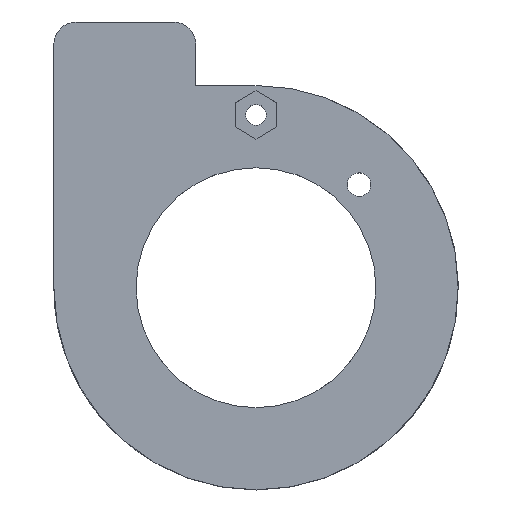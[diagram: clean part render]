
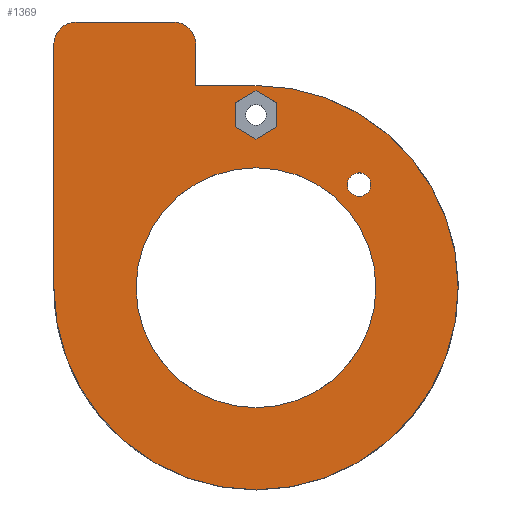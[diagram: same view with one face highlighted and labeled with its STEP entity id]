
A CAD part, top view. The second image highlights one B-rep face of the part: STEP entity #1369.
In plain terms, the highlighted planar face has unit normal (0, 0, 1).
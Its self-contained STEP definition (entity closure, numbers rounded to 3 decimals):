
#1 = EDGE_CURVE ( 'NONE', #1182, #362, #908, .T. ) ;
#6 = CARTESIAN_POINT ( 'NONE',  ( -29.941, 31.882, 9.5 ) ) ;
#19 = CIRCLE ( 'NONE', #1403, 3. ) ;
#25 = VERTEX_POINT ( 'NONE', #1526 ) ;
#30 = LINE ( 'NONE', #503, #764 ) ;
#52 = ORIENTED_EDGE ( 'NONE', *, *, #794, .F. ) ;
#82 = CARTESIAN_POINT ( 'NONE',  ( -53.991, 44.54, 9.5 ) ) ;
#88 = LINE ( 'NONE', #1193, #1254 ) ;
#100 = DIRECTION ( 'NONE',  ( 1., 0., 0. ) ) ;
#103 = EDGE_CURVE ( 'NONE', #804, #25, #1181, .T. ) ;
#104 = CARTESIAN_POINT ( 'NONE',  ( -56.991, 44.54, 9.5 ) ) ;
#109 = EDGE_CURVE ( 'NONE', #163, #1290, #807, .T. ) ;
#134 = ORIENTED_EDGE ( 'NONE', *, *, #782, .T. ) ;
#138 = VERTEX_POINT ( 'NONE', #599 ) ;
#143 = DIRECTION ( 'NONE',  ( 0., 0., 1. ) ) ;
#160 = DIRECTION ( 'NONE',  ( 0., 0., 1. ) ) ;
#163 = VERTEX_POINT ( 'NONE', #712 ) ;
#170 = VECTOR ( 'NONE', #1562, 1000. ) ;
#177 = CARTESIAN_POINT ( 'NONE',  ( -40.991, 47.54, 9.5 ) ) ;
#210 = CARTESIAN_POINT ( 'NONE',  ( -40.991, 44.54, 9.5 ) ) ;
#214 = VERTEX_POINT ( 'NONE', #504 ) ;
#228 = CARTESIAN_POINT ( 'NONE',  ( -27.141, 33.498, 9.5 ) ) ;
#240 = FACE_BOUND ( 'NONE', #610, .T. ) ;
#242 = EDGE_CURVE ( 'NONE', #1360, #1501, #615, .T. ) ;
#245 = VECTOR ( 'NONE', #736, 1000. ) ;
#249 = EDGE_CURVE ( 'NONE', #1172, #518, #383, .T. ) ;
#265 = ORIENTED_EDGE ( 'NONE', *, *, #531, .F. ) ;
#271 = CARTESIAN_POINT ( 'NONE',  ( 0., 47.54, 9.5 ) ) ;
#284 = CARTESIAN_POINT ( 'NONE',  ( -32.741, 36.731, 9.5 ) ) ;
#289 = ORIENTED_EDGE ( 'NONE', *, *, #1, .T. ) ;
#294 = ORIENTED_EDGE ( 'NONE', *, *, #249, .F. ) ;
#311 = ORIENTED_EDGE ( 'NONE', *, *, #857, .F. ) ;
#345 = CARTESIAN_POINT ( 'NONE',  ( -37.991, 47.54, 9.5 ) ) ;
#348 = CIRCLE ( 'NONE', #1327, 27.05 ) ;
#352 = CARTESIAN_POINT ( 'NONE',  ( -29.941, 11.99, 9.5 ) ) ;
#362 = VERTEX_POINT ( 'NONE', #104 ) ;
#379 = CARTESIAN_POINT ( 'NONE',  ( -29.941, 11.99, 9.5 ) ) ;
#383 = CIRCLE ( 'NONE', #1289, 1.575 ) ;
#386 = CARTESIAN_POINT ( 'NONE',  ( -14.578, 25.778, 9.5 ) ) ;
#406 = ORIENTED_EDGE ( 'NONE', *, *, #242, .F. ) ;
#411 = AXIS2_PLACEMENT_3D ( 'NONE', #1082, #810, #818 ) ;
#417 = DIRECTION ( 'NONE',  ( 0., 0., 1. ) ) ;
#475 = DIRECTION ( 'NONE',  ( 1., 0., 0. ) ) ;
#480 = FACE_OUTER_BOUND ( 'NONE', #525, .T. ) ;
#485 = VECTOR ( 'NONE', #1021, 1000. ) ;
#486 = DIRECTION ( 'NONE',  ( 0.866, 0.5, 0. ) ) ;
#499 = ORIENTED_EDGE ( 'NONE', *, *, #109, .T. ) ;
#503 = CARTESIAN_POINT ( 'NONE',  ( 0., 39.04, 9.5 ) ) ;
#504 = CARTESIAN_POINT ( 'NONE',  ( -29.941, 39.04, 9.5 ) ) ;
#518 = VERTEX_POINT ( 'NONE', #1359 ) ;
#525 = EDGE_LOOP ( 'NONE', ( #1519, #134, #757, #289, #265, #1063, #1394 ) ) ;
#531 = EDGE_CURVE ( 'NONE', #636, #362, #1396, .T. ) ;
#549 = DIRECTION ( 'NONE',  ( 1., 0., 0. ) ) ;
#564 = DIRECTION ( 'NONE',  ( 1., 0., 0. ) ) ;
#577 = EDGE_CURVE ( 'NONE', #636, #214, #348, .T. ) ;
#579 = ORIENTED_EDGE ( 'NONE', *, *, #1089, .F. ) ;
#599 = CARTESIAN_POINT ( 'NONE',  ( -32.741, 33.498, 9.5 ) ) ;
#609 = PLANE ( 'NONE',  #677 ) ;
#610 = EDGE_LOOP ( 'NONE', ( #294, #1096 ) ) ;
#615 = LINE ( 'NONE', #1497, #245 ) ;
#624 = CARTESIAN_POINT ( 'NONE',  ( -16.153, 25.778, 9.5 ) ) ;
#625 = FACE_BOUND ( 'NONE', #775, .T. ) ;
#627 = VERTEX_POINT ( 'NONE', #1531 ) ;
#636 = VERTEX_POINT ( 'NONE', #1283 ) ;
#656 = DIRECTION ( 'NONE',  ( 0., 1., 0. ) ) ;
#674 = CARTESIAN_POINT ( 'NONE',  ( -32.741, 36.731, 9.5 ) ) ;
#677 = AXIS2_PLACEMENT_3D ( 'NONE', #379, #143, #838 ) ;
#712 = CARTESIAN_POINT ( 'NONE',  ( -45.991, 11.99, 9.5 ) ) ;
#736 = DIRECTION ( 'NONE',  ( -0.866, -0.5, 0. ) ) ;
#752 = VECTOR ( 'NONE', #1527, 1000. ) ;
#757 = ORIENTED_EDGE ( 'NONE', *, *, #1144, .F. ) ;
#764 = VECTOR ( 'NONE', #1269, 1000. ) ;
#768 = CARTESIAN_POINT ( 'NONE',  ( -29.941, 11.99, 9.5 ) ) ;
#775 = EDGE_LOOP ( 'NONE', ( #311, #52, #406, #952, #579, #1111 ) ) ;
#776 = CARTESIAN_POINT ( 'NONE',  ( -56.991, 0., 9.5 ) ) ;
#782 = EDGE_CURVE ( 'NONE', #804, #1490, #19, .T. ) ;
#790 = CARTESIAN_POINT ( 'NONE',  ( -27.141, 36.731, 9.5 ) ) ;
#794 = EDGE_CURVE ( 'NONE', #1501, #138, #1312, .T. ) ;
#804 = VERTEX_POINT ( 'NONE', #1542 ) ;
#807 = CIRCLE ( 'NONE', #1566, 16.05 ) ;
#810 = DIRECTION ( 'NONE',  ( 0., 0., -1. ) ) ;
#815 = DIRECTION ( 'NONE',  ( 0., -1., 0. ) ) ;
#818 = DIRECTION ( 'NONE',  ( 1., 0., 0. ) ) ;
#828 = LINE ( 'NONE', #6, #840 ) ;
#838 = DIRECTION ( 'NONE',  ( 1., 0., 0. ) ) ;
#840 = VECTOR ( 'NONE', #486, 1000. ) ;
#841 = EDGE_CURVE ( 'NONE', #627, #1360, #1179, .T. ) ;
#852 = CARTESIAN_POINT ( 'NONE',  ( -29.941, 38.348, 9.5 ) ) ;
#857 = EDGE_CURVE ( 'NONE', #138, #1413, #88, .T. ) ;
#868 = LINE ( 'NONE', #271, #485 ) ;
#893 = DIRECTION ( 'NONE',  ( 0., 0., 1. ) ) ;
#908 = CIRCLE ( 'NONE', #1398, 3. ) ;
#924 = VECTOR ( 'NONE', #815, 1000. ) ;
#949 = DIRECTION ( 'NONE',  ( 0.866, -0.5, 0. ) ) ;
#952 = ORIENTED_EDGE ( 'NONE', *, *, #841, .F. ) ;
#994 = LINE ( 'NONE', #1504, #1257 ) ;
#1004 = DIRECTION ( 'NONE',  ( 1., 0., 0. ) ) ;
#1021 = DIRECTION ( 'NONE',  ( 1., 0., 0. ) ) ;
#1038 = EDGE_CURVE ( 'NONE', #1413, #1198, #828, .T. ) ;
#1053 = VECTOR ( 'NONE', #1419, 1000. ) ;
#1063 = ORIENTED_EDGE ( 'NONE', *, *, #577, .T. ) ;
#1082 = CARTESIAN_POINT ( 'NONE',  ( -29.941, 11.99, 9.5 ) ) ;
#1089 = EDGE_CURVE ( 'NONE', #1198, #627, #994, .T. ) ;
#1092 = EDGE_CURVE ( 'NONE', #214, #25, #30, .T. ) ;
#1095 = CARTESIAN_POINT ( 'NONE',  ( -29.941, 31.882, 9.5 ) ) ;
#1096 = ORIENTED_EDGE ( 'NONE', *, *, #1547, .F. ) ;
#1111 = ORIENTED_EDGE ( 'NONE', *, *, #1038, .F. ) ;
#1134 = CARTESIAN_POINT ( 'NONE',  ( -53.991, 47.54, 9.5 ) ) ;
#1144 = EDGE_CURVE ( 'NONE', #1182, #1490, #868, .T. ) ;
#1171 = DIRECTION ( 'NONE',  ( 0., 0., 1. ) ) ;
#1172 = VERTEX_POINT ( 'NONE', #386 ) ;
#1179 = LINE ( 'NONE', #790, #1053 ) ;
#1180 = CARTESIAN_POINT ( 'NONE',  ( -13.891, 11.99, 9.5 ) ) ;
#1181 = LINE ( 'NONE', #345, #170 ) ;
#1182 = VERTEX_POINT ( 'NONE', #1134 ) ;
#1193 = CARTESIAN_POINT ( 'NONE',  ( -32.741, 33.498, 9.5 ) ) ;
#1198 = VERTEX_POINT ( 'NONE', #228 ) ;
#1221 = ORIENTED_EDGE ( 'NONE', *, *, #1259, .T. ) ;
#1225 = DIRECTION ( 'NONE',  ( 0., 0., 1. ) ) ;
#1243 = FACE_BOUND ( 'NONE', #1271, .T. ) ;
#1254 = VECTOR ( 'NONE', #949, 1000. ) ;
#1257 = VECTOR ( 'NONE', #656, 1000. ) ;
#1259 = EDGE_CURVE ( 'NONE', #1290, #163, #1393, .T. ) ;
#1269 = DIRECTION ( 'NONE',  ( -1., 0., 0. ) ) ;
#1271 = EDGE_LOOP ( 'NONE', ( #499, #1221 ) ) ;
#1283 = CARTESIAN_POINT ( 'NONE',  ( -56.991, 11.99, 9.5 ) ) ;
#1289 = AXIS2_PLACEMENT_3D ( 'NONE', #624, #1225, #475 ) ;
#1290 = VERTEX_POINT ( 'NONE', #1180 ) ;
#1312 = LINE ( 'NONE', #674, #924 ) ;
#1324 = AXIS2_PLACEMENT_3D ( 'NONE', #1505, #160, #1004 ) ;
#1327 = AXIS2_PLACEMENT_3D ( 'NONE', #768, #893, #1406 ) ;
#1359 = CARTESIAN_POINT ( 'NONE',  ( -17.728, 25.778, 9.5 ) ) ;
#1360 = VERTEX_POINT ( 'NONE', #852 ) ;
#1369 = ADVANCED_FACE ( 'NONE', ( #625, #240, #480, #1243 ), #609, .T. ) ;
#1393 = CIRCLE ( 'NONE', #411, 16.05 ) ;
#1394 = ORIENTED_EDGE ( 'NONE', *, *, #1092, .T. ) ;
#1396 = LINE ( 'NONE', #776, #752 ) ;
#1398 = AXIS2_PLACEMENT_3D ( 'NONE', #82, #417, #549 ) ;
#1403 = AXIS2_PLACEMENT_3D ( 'NONE', #210, #1171, #564 ) ;
#1406 = DIRECTION ( 'NONE',  ( 1., 0., 0. ) ) ;
#1413 = VERTEX_POINT ( 'NONE', #1095 ) ;
#1419 = DIRECTION ( 'NONE',  ( -0.866, 0.5, 0. ) ) ;
#1490 = VERTEX_POINT ( 'NONE', #177 ) ;
#1497 = CARTESIAN_POINT ( 'NONE',  ( -29.941, 38.348, 9.5 ) ) ;
#1501 = VERTEX_POINT ( 'NONE', #284 ) ;
#1504 = CARTESIAN_POINT ( 'NONE',  ( -27.141, 33.498, 9.5 ) ) ;
#1505 = CARTESIAN_POINT ( 'NONE',  ( -16.153, 25.778, 9.5 ) ) ;
#1519 = ORIENTED_EDGE ( 'NONE', *, *, #103, .F. ) ;
#1526 = CARTESIAN_POINT ( 'NONE',  ( -37.991, 39.04, 9.5 ) ) ;
#1527 = DIRECTION ( 'NONE',  ( 0., 1., 0. ) ) ;
#1531 = CARTESIAN_POINT ( 'NONE',  ( -27.141, 36.731, 9.5 ) ) ;
#1542 = CARTESIAN_POINT ( 'NONE',  ( -37.991, 44.54, 9.5 ) ) ;
#1547 = EDGE_CURVE ( 'NONE', #518, #1172, #1584, .T. ) ;
#1562 = DIRECTION ( 'NONE',  ( 0., -1., 0. ) ) ;
#1566 = AXIS2_PLACEMENT_3D ( 'NONE', #352, #1580, #100 ) ;
#1580 = DIRECTION ( 'NONE',  ( 0., 0., -1. ) ) ;
#1584 = CIRCLE ( 'NONE', #1324, 1.575 ) ;
